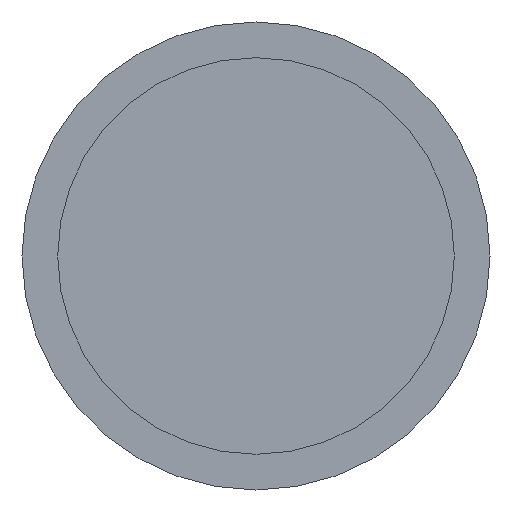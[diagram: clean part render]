
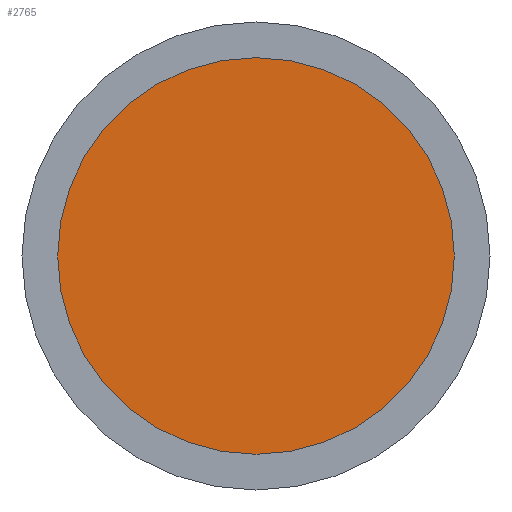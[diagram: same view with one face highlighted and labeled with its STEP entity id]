
A CAD part, front view. The second image highlights one B-rep face of the part: STEP entity #2765.
In plain terms, the highlighted planar face has unit normal (0, -1, 0).
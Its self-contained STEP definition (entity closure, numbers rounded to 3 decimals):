
#27 = EDGE_CURVE ( 'NONE', #1911, #507, #2299, .T. ) ;
#137 = ORIENTED_EDGE ( 'NONE', *, *, #2402, .T. ) ;
#240 = FACE_OUTER_BOUND ( 'NONE', #1035, .T. ) ;
#333 = DIRECTION ( 'NONE',  ( 0., -1., 0. ) ) ;
#507 = VERTEX_POINT ( 'NONE', #2429 ) ;
#588 = CARTESIAN_POINT ( 'NONE',  ( 0., 0., 25. ) ) ;
#594 = CARTESIAN_POINT ( 'NONE',  ( 0., 0., 0. ) ) ;
#697 = CARTESIAN_POINT ( 'NONE',  ( 0., 0., 0. ) ) ;
#729 = CIRCLE ( 'NONE', #1096, 25. ) ;
#910 = AXIS2_PLACEMENT_3D ( 'NONE', #1323, #2196, #1981 ) ;
#1035 = EDGE_LOOP ( 'NONE', ( #2306, #137 ) ) ;
#1096 = AXIS2_PLACEMENT_3D ( 'NONE', #594, #333, #1440 ) ;
#1256 = AXIS2_PLACEMENT_3D ( 'NONE', #697, #2628, #1553 ) ;
#1323 = CARTESIAN_POINT ( 'NONE',  ( -25.464, 0., -25. ) ) ;
#1440 = DIRECTION ( 'NONE',  ( 0., 0., 1. ) ) ;
#1553 = DIRECTION ( 'NONE',  ( 0., 0., 1. ) ) ;
#1911 = VERTEX_POINT ( 'NONE', #588 ) ;
#1981 = DIRECTION ( 'NONE',  ( 1., 0., 0. ) ) ;
#2196 = DIRECTION ( 'NONE',  ( 0., -1., 0. ) ) ;
#2299 = CIRCLE ( 'NONE', #1256, 25. ) ;
#2306 = ORIENTED_EDGE ( 'NONE', *, *, #27, .T. ) ;
#2402 = EDGE_CURVE ( 'NONE', #507, #1911, #729, .T. ) ;
#2429 = CARTESIAN_POINT ( 'NONE',  ( 0., 0., -25. ) ) ;
#2628 = DIRECTION ( 'NONE',  ( 0., -1., 0. ) ) ;
#2652 = PLANE ( 'NONE',  #910 ) ;
#2765 = ADVANCED_FACE ( 'NONE', ( #240 ), #2652, .T. ) ;
